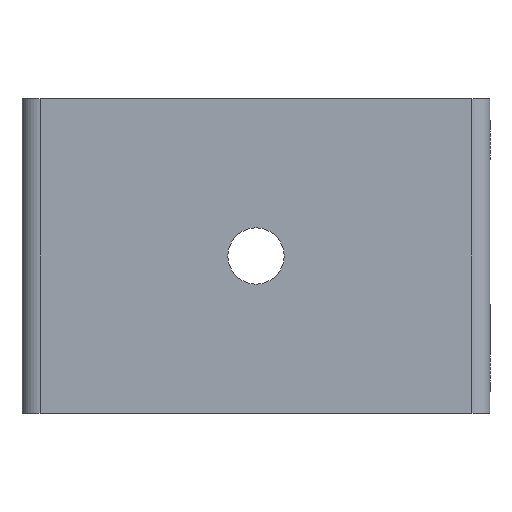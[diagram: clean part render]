
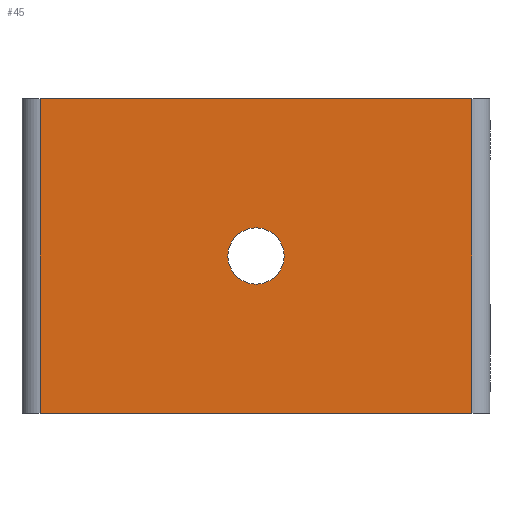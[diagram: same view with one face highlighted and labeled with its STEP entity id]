
A CAD part, front view. The second image highlights one B-rep face of the part: STEP entity #45.
In plain terms, the highlighted planar face has unit normal (0, -1, 0).
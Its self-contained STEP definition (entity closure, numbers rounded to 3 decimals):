
#45 = ADVANCED_FACE ( 'NONE', ( #1052, #933 ), #282, .F. ) ;
#66 = CARTESIAN_POINT ( 'NONE',  ( -6.25, 0., 0. ) ) ;
#71 = CARTESIAN_POINT ( 'NONE',  ( -48., 0., 35. ) ) ;
#102 = CARTESIAN_POINT ( 'NONE',  ( 48., 0., -35. ) ) ;
#130 = CARTESIAN_POINT ( 'NONE',  ( 48., 0., 35. ) ) ;
#131 = CARTESIAN_POINT ( 'NONE',  ( -48., 0., -35. ) ) ;
#169 = DIRECTION ( 'NONE',  ( 0., 0., -1. ) ) ;
#178 = CARTESIAN_POINT ( 'NONE',  ( -48., 0., 35. ) ) ;
#243 = DIRECTION ( 'NONE',  ( -1., 0., 0. ) ) ;
#246 = DIRECTION ( 'NONE',  ( 0., 1., 0. ) ) ;
#256 = DIRECTION ( 'NONE',  ( 0., -1., 0. ) ) ;
#264 = CARTESIAN_POINT ( 'NONE',  ( 52., 0., 35. ) ) ;
#266 = CARTESIAN_POINT ( 'NONE',  ( 48., 0., 35. ) ) ;
#282 = PLANE ( 'NONE',  #740 ) ;
#286 = DIRECTION ( 'NONE',  ( -1., 0., 0. ) ) ;
#287 = DIRECTION ( 'NONE',  ( 0., 0., -1. ) ) ;
#290 = DIRECTION ( 'NONE',  ( 1., 0., 0. ) ) ;
#298 = CARTESIAN_POINT ( 'NONE',  ( 52., 0., 35. ) ) ;
#300 = CARTESIAN_POINT ( 'NONE',  ( 0., 0., 0. ) ) ;
#331 = DIRECTION ( 'NONE',  ( 1., 0., 0. ) ) ;
#343 = CARTESIAN_POINT ( 'NONE',  ( 52., 0., -35. ) ) ;
#447 = EDGE_LOOP ( 'NONE', ( #909, #821, #843, #816 ) ) ;
#464 = EDGE_LOOP ( 'NONE', ( #1061 ) ) ;
#654 = EDGE_CURVE ( 'NONE', #859, #874, #815, .T. ) ;
#659 = EDGE_CURVE ( 'NONE', #993, #859, #924, .T. ) ;
#673 = EDGE_CURVE ( 'NONE', #993, #914, #801, .T. ) ;
#682 = EDGE_CURVE ( 'NONE', #783, #783, #981, .T. ) ;
#727 = EDGE_CURVE ( 'NONE', #914, #874, #921, .T. ) ;
#740 = AXIS2_PLACEMENT_3D ( 'NONE', #264, #246, #243 ) ;
#767 = VECTOR ( 'NONE', #331, 1000. ) ;
#783 = VERTEX_POINT ( 'NONE', #66 ) ;
#801 = LINE ( 'NONE', #178, #964 ) ;
#815 = LINE ( 'NONE', #266, #1036 ) ;
#816 = ORIENTED_EDGE ( 'NONE', *, *, #673, .T. ) ;
#821 = ORIENTED_EDGE ( 'NONE', *, *, #654, .F. ) ;
#843 = ORIENTED_EDGE ( 'NONE', *, *, #659, .F. ) ;
#858 = VECTOR ( 'NONE', #290, 1000. ) ;
#859 = VERTEX_POINT ( 'NONE', #130 ) ;
#874 = VERTEX_POINT ( 'NONE', #102 ) ;
#909 = ORIENTED_EDGE ( 'NONE', *, *, #727, .T. ) ;
#914 = VERTEX_POINT ( 'NONE', #131 ) ;
#921 = LINE ( 'NONE', #343, #767 ) ;
#924 = LINE ( 'NONE', #298, #858 ) ;
#933 = FACE_OUTER_BOUND ( 'NONE', #447, .T. ) ;
#964 = VECTOR ( 'NONE', #169, 1000. ) ;
#981 = CIRCLE ( 'NONE', #1213, 6.25 ) ;
#993 = VERTEX_POINT ( 'NONE', #71 ) ;
#1036 = VECTOR ( 'NONE', #287, 1000. ) ;
#1052 = FACE_BOUND ( 'NONE', #464, .T. ) ;
#1061 = ORIENTED_EDGE ( 'NONE', *, *, #682, .F. ) ;
#1213 = AXIS2_PLACEMENT_3D ( 'NONE', #300, #256, #286 ) ;
